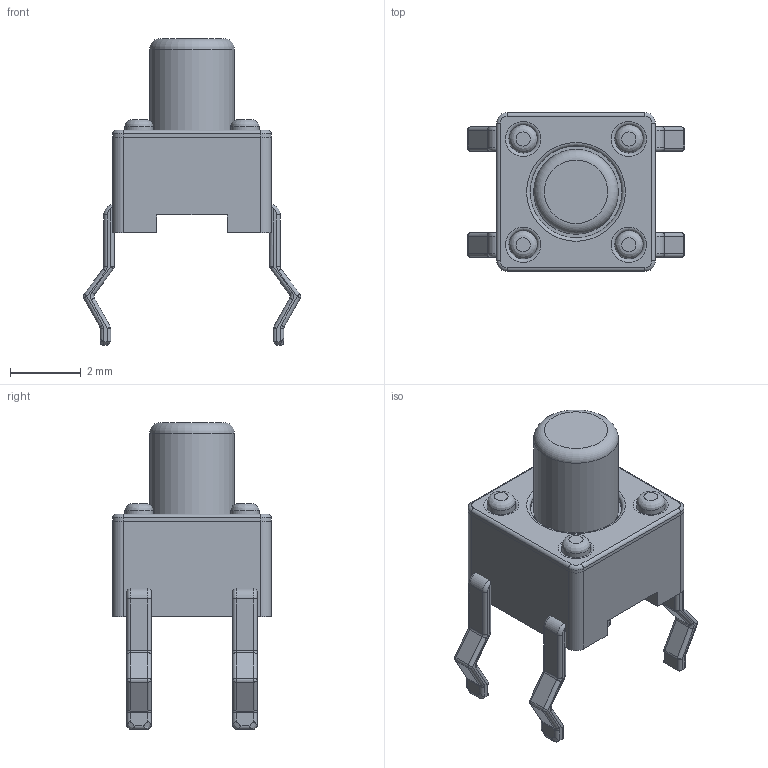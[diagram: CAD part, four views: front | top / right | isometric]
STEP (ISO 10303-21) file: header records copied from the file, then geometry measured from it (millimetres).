
FILE_DESCRIPTION(/* description */ (''),/* implementation_level */ '2;1');
FILE_NAME(/* name */ 'Tact Switch 4.5mm.step',/* time_stamp */ '2026-02-02T23:37:45+03:00',/* author */ (''),/* organization */ (''),/* preprocessor_version */ 'ST-DEVELOPER v20.1',/* originating_system */ 'Autodesk Translation Framework v14.17.0.0',/* authorisation */ '');
FILE_SCHEMA (('AUTOMOTIVE_DESIGN { 1 0 10303 214 3 1 1 }'));
Length unit declared in the file: millimetre
Products named in the file (2): Tact Switch 4.5mm; Tact Switch
Assembly tree (1 placements, depth 2):
  Tact Switch 4.5mm
    Tact Switch
Bounding box: 6.16 x 4.5 x 8.7 mm (x, y, z)
Volume: 69 mm3; surface area: 181 mm2
Topology: 10 solids, 10 shells, 293 faces, 634 edges, 354 vertices
Faces by surface type: cylinder 118, plane 81, torus 42, sphere 24, bspline 20, cone 8
Full cylindrical faces by diameter (mm): 0.8 x8, 2.4 x1, 2.6 x1
Entity records: 9393 total; most frequent: CARTESIAN_POINT 2976, DIRECTION 1410, ORIENTED_EDGE 1252, EDGE_CURVE 626, AXIS2_PLACEMENT_3D 548, VERTEX_POINT 354, LINE 314, VECTOR 314
